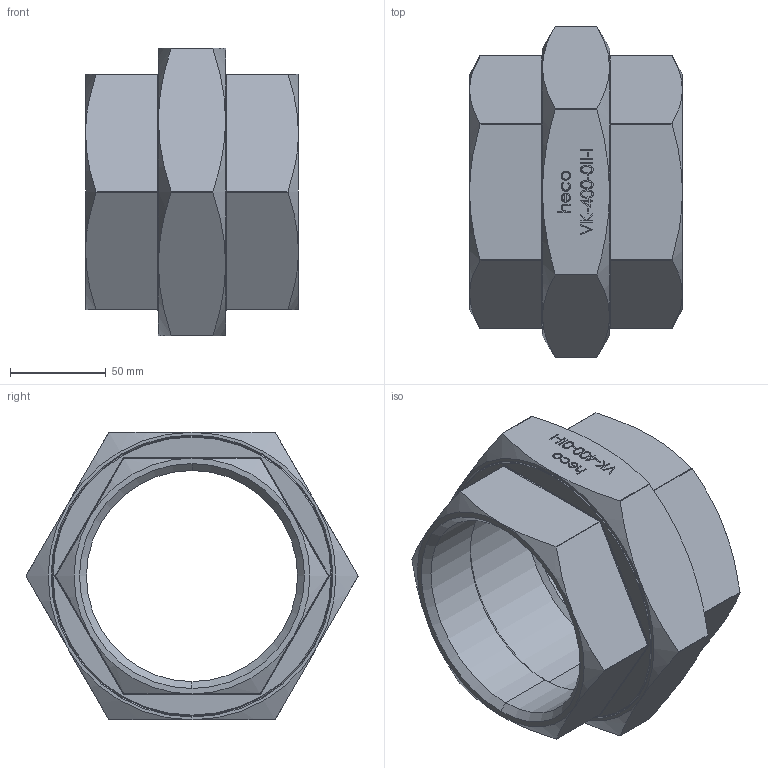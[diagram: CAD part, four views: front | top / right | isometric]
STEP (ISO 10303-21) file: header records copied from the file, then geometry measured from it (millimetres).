
FILE_DESCRIPTION (( 'STEP AP214' ), '1' );
FILE_NAME ('heco_VK-400-0II-I.STEP', '2016-09-23T08:31:45', ( '' ), ( '' ), 'SwSTEP 2.0', 'SolidWorks 2016', '' );
FILE_SCHEMA (( 'AUTOMOTIVE_DESIGN' ));
Length unit declared in the file: millimetre
Products named in the file (1): heco_VK-400-0II-I
Bounding box: 111 x 173.11 x 150.05 mm (x, y, z)
Volume: 566051.1 mm3; surface area: 106420.3 mm2
Topology: 1 solids, 1 shells, 298 faces, 742 edges, 462 vertices
Faces by surface type: plane 116, bspline 74, cylinder 72, cone 36
Entity records: 14435 total; most frequent: CARTESIAN_POINT 6585, ORIENTED_EDGE 1460, DIRECTION 946, EDGE_CURVE 730, VERTEX_POINT 462, LINE 380, VECTOR 380, EDGE_LOOP 328
